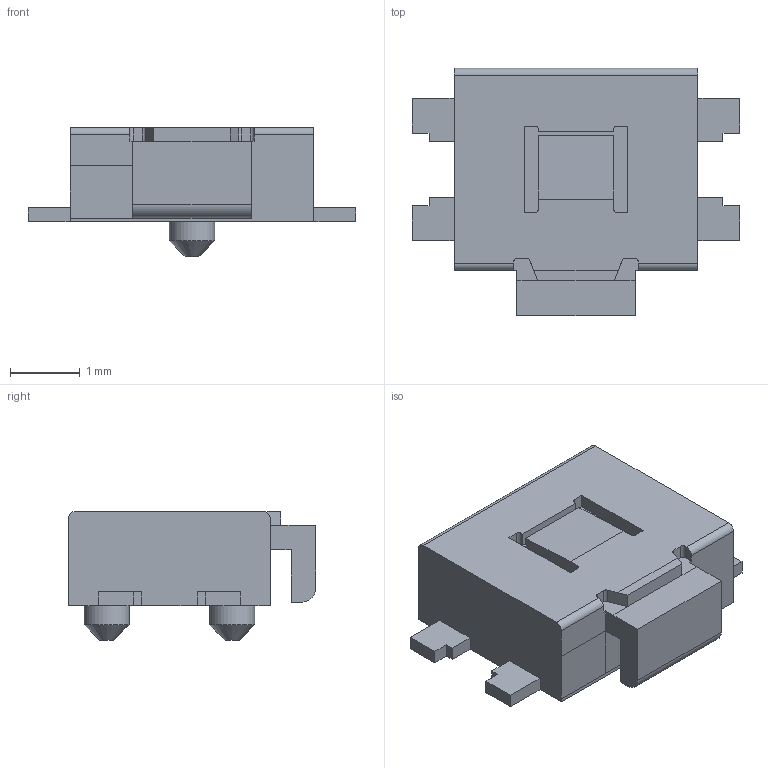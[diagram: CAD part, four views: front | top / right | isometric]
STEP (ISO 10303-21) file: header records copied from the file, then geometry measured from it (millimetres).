
FILE_DESCRIPTION(('FreeCAD Model'),'2;1');
FILE_NAME('EVQ-P7C.step' ,'2018-04-11T19:23:28',('Author'),(''), 'Open CASCADE STEP processor 6.8','FreeCAD','Unknown');
FILE_SCHEMA(('AUTOMOTIVE_DESIGN_CC2 { 1 2 10303 214 -1 1 5 4 }'));
Length unit declared in the file: millimetre
Products named in the file (1): Fillet011
Bounding box: 4.7 x 3.55 x 1.85 mm (x, y, z)
Volume: 14.9 mm3; surface area: 49.6 mm2
Topology: 1 solids, 1 shells, 86 faces, 229 edges, 148 vertices
Faces by surface type: plane 70, cylinder 14, cone 2
Full cylindrical faces by diameter (mm): 0.65 x2
Entity records: 6234 total; most frequent: CARTESIAN_POINT 1046, DIRECTION 842, LINE 595, VECTOR 595, ORIENTED_EDGE 458, PCURVE 458, DEFINITIONAL_REPRESENTATION 458, EDGE_CURVE 229
